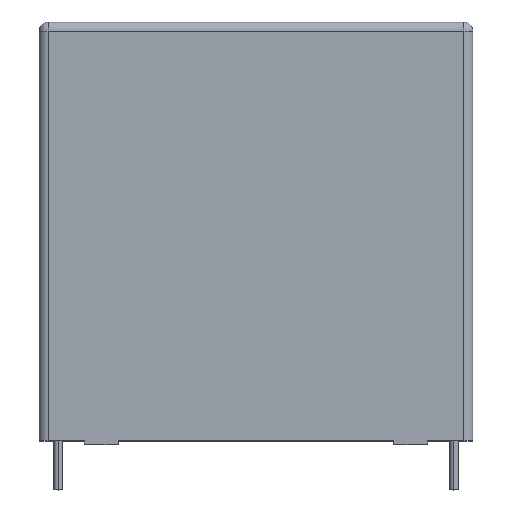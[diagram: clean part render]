
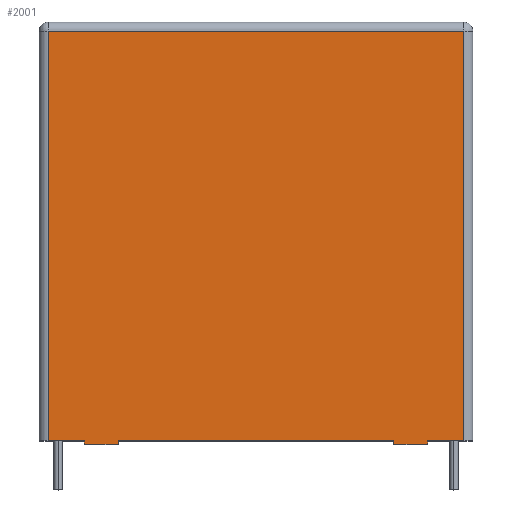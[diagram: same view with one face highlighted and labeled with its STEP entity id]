
A CAD part, top view. The second image highlights one B-rep face of the part: STEP entity #2001.
In plain terms, the highlighted planar face has unit normal (0, 0, 1).
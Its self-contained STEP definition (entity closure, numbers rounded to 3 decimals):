
#11 = VERTEX_POINT ( 'NONE', #1541 ) ;
#19 = VECTOR ( 'NONE', #1307, 1000. ) ;
#36 = CARTESIAN_POINT ( 'NONE',  ( 18.25, 56., 17.5 ) ) ;
#53 = VERTEX_POINT ( 'NONE', #160 ) ;
#59 = ORIENTED_EDGE ( 'NONE', *, *, #1373, .T. ) ;
#60 = LINE ( 'NONE', #94, #554 ) ;
#92 = LINE ( 'NONE', #202, #1277 ) ;
#94 = CARTESIAN_POINT ( 'NONE',  ( -27.55, 56., 17.5 ) ) ;
#110 = LINE ( 'NONE', #357, #19 ) ;
#116 = CARTESIAN_POINT ( 'NONE',  ( 18.25, 0., 17.5 ) ) ;
#160 = CARTESIAN_POINT ( 'NONE',  ( -22.75, 0., 17.5 ) ) ;
#173 = LINE ( 'NONE', #1677, #1799 ) ;
#202 = CARTESIAN_POINT ( 'NONE',  ( -18.25, 56., 17.5 ) ) ;
#253 = EDGE_CURVE ( 'NONE', #1593, #53, #1037, .T. ) ;
#275 = VERTEX_POINT ( 'NONE', #1053 ) ;
#277 = VERTEX_POINT ( 'NONE', #1067 ) ;
#354 = CARTESIAN_POINT ( 'NONE',  ( 27.55, 0.5, 17.5 ) ) ;
#357 = CARTESIAN_POINT ( 'NONE',  ( 27.55, 56., 17.5 ) ) ;
#385 = EDGE_CURVE ( 'NONE', #1132, #277, #1293, .T. ) ;
#398 = FACE_OUTER_BOUND ( 'NONE', #1019, .T. ) ;
#400 = LINE ( 'NONE', #36, #720 ) ;
#405 = ORIENTED_EDGE ( 'NONE', *, *, #841, .T. ) ;
#406 = DIRECTION ( 'NONE',  ( 0., -1., 0. ) ) ;
#419 = CARTESIAN_POINT ( 'NONE',  ( -22.75, 56., 17.5 ) ) ;
#444 = ORIENTED_EDGE ( 'NONE', *, *, #656, .F. ) ;
#458 = CARTESIAN_POINT ( 'NONE',  ( -27.55, 54.8, 17.5 ) ) ;
#479 = CARTESIAN_POINT ( 'NONE',  ( 22.75, 0., 17.5 ) ) ;
#530 = CARTESIAN_POINT ( 'NONE',  ( -27.55, 0.5, 17.5 ) ) ;
#554 = VECTOR ( 'NONE', #406, 1000. ) ;
#579 = ORIENTED_EDGE ( 'NONE', *, *, #729, .T. ) ;
#608 = DIRECTION ( 'NONE',  ( -1., 0., 0. ) ) ;
#611 = ORIENTED_EDGE ( 'NONE', *, *, #1007, .T. ) ;
#621 = LINE ( 'NONE', #1702, #1520 ) ;
#629 = VECTOR ( 'NONE', #608, 1000. ) ;
#656 = EDGE_CURVE ( 'NONE', #1132, #861, #110, .T. ) ;
#679 = LINE ( 'NONE', #704, #845 ) ;
#693 = ORIENTED_EDGE ( 'NONE', *, *, #1760, .T. ) ;
#701 = CARTESIAN_POINT ( 'NONE',  ( -27.55, 0.5, 17.5 ) ) ;
#704 = CARTESIAN_POINT ( 'NONE',  ( 22.75, 56., 17.5 ) ) ;
#712 = LINE ( 'NONE', #1475, #1471 ) ;
#720 = VECTOR ( 'NONE', #1589, 1000. ) ;
#729 = EDGE_CURVE ( 'NONE', #277, #862, #60, .T. ) ;
#755 = VERTEX_POINT ( 'NONE', #116 ) ;
#769 = ORIENTED_EDGE ( 'NONE', *, *, #385, .T. ) ;
#826 = CARTESIAN_POINT ( 'NONE',  ( -18.25, 0.5, 17.5 ) ) ;
#841 = EDGE_CURVE ( 'NONE', #275, #861, #712, .T. ) ;
#845 = VECTOR ( 'NONE', #1811, 1000. ) ;
#848 = LINE ( 'NONE', #1354, #1444 ) ;
#850 = DIRECTION ( 'NONE',  ( -1., 0., 0. ) ) ;
#861 = VERTEX_POINT ( 'NONE', #354 ) ;
#862 = VERTEX_POINT ( 'NONE', #701 ) ;
#867 = CARTESIAN_POINT ( 'NONE',  ( -27.55, 56., 17.5 ) ) ;
#888 = DIRECTION ( 'NONE',  ( 0., -1., 0. ) ) ;
#890 = DIRECTION ( 'NONE',  ( 1., 0., 0. ) ) ;
#913 = ORIENTED_EDGE ( 'NONE', *, *, #1194, .T. ) ;
#919 = VERTEX_POINT ( 'NONE', #1622 ) ;
#1007 = EDGE_CURVE ( 'NONE', #53, #919, #173, .T. ) ;
#1019 = EDGE_LOOP ( 'NONE', ( #579, #1970, #1330, #611, #1489, #1113, #693, #59, #913, #405, #444, #769 ) ) ;
#1037 = LINE ( 'NONE', #419, #1146 ) ;
#1040 = EDGE_CURVE ( 'NONE', #862, #1593, #848, .T. ) ;
#1053 = CARTESIAN_POINT ( 'NONE',  ( 22.75, 0.5, 17.5 ) ) ;
#1067 = CARTESIAN_POINT ( 'NONE',  ( -27.55, 54.8, 17.5 ) ) ;
#1113 = ORIENTED_EDGE ( 'NONE', *, *, #1187, .T. ) ;
#1132 = VERTEX_POINT ( 'NONE', #1786 ) ;
#1146 = VECTOR ( 'NONE', #888, 1000. ) ;
#1187 = EDGE_CURVE ( 'NONE', #1963, #11, #1798, .T. ) ;
#1194 = EDGE_CURVE ( 'NONE', #1728, #275, #679, .T. ) ;
#1206 = DIRECTION ( 'NONE',  ( 1., 0., 0. ) ) ;
#1277 = VECTOR ( 'NONE', #1790, 1000. ) ;
#1293 = LINE ( 'NONE', #458, #629 ) ;
#1307 = DIRECTION ( 'NONE',  ( 0., -1., 0. ) ) ;
#1308 = DIRECTION ( 'NONE',  ( 1., 0., 0. ) ) ;
#1330 = ORIENTED_EDGE ( 'NONE', *, *, #253, .T. ) ;
#1354 = CARTESIAN_POINT ( 'NONE',  ( -27.55, 0.5, 17.5 ) ) ;
#1361 = AXIS2_PLACEMENT_3D ( 'NONE', #867, #1634, #850 ) ;
#1366 = VECTOR ( 'NONE', #1794, 1000. ) ;
#1370 = DIRECTION ( 'NONE',  ( 1., 0., 0. ) ) ;
#1373 = EDGE_CURVE ( 'NONE', #755, #1728, #621, .T. ) ;
#1444 = VECTOR ( 'NONE', #890, 1000. ) ;
#1471 = VECTOR ( 'NONE', #1308, 1000. ) ;
#1475 = CARTESIAN_POINT ( 'NONE',  ( -27.55, 0.5, 17.5 ) ) ;
#1479 = CARTESIAN_POINT ( 'NONE',  ( -22.75, 0.5, 17.5 ) ) ;
#1489 = ORIENTED_EDGE ( 'NONE', *, *, #1806, .T. ) ;
#1499 = PLANE ( 'NONE',  #1361 ) ;
#1520 = VECTOR ( 'NONE', #1370, 1000. ) ;
#1541 = CARTESIAN_POINT ( 'NONE',  ( 18.25, 0.5, 17.5 ) ) ;
#1589 = DIRECTION ( 'NONE',  ( 0., -1., 0. ) ) ;
#1593 = VERTEX_POINT ( 'NONE', #1479 ) ;
#1622 = CARTESIAN_POINT ( 'NONE',  ( -18.25, 0., 17.5 ) ) ;
#1634 = DIRECTION ( 'NONE',  ( 0., 0., -1. ) ) ;
#1677 = CARTESIAN_POINT ( 'NONE',  ( -27.55, 0., 17.5 ) ) ;
#1702 = CARTESIAN_POINT ( 'NONE',  ( -27.55, 0., 17.5 ) ) ;
#1728 = VERTEX_POINT ( 'NONE', #479 ) ;
#1760 = EDGE_CURVE ( 'NONE', #11, #755, #400, .T. ) ;
#1786 = CARTESIAN_POINT ( 'NONE',  ( 27.55, 54.8, 17.5 ) ) ;
#1790 = DIRECTION ( 'NONE',  ( 0., 1., 0. ) ) ;
#1794 = DIRECTION ( 'NONE',  ( 1., 0., 0. ) ) ;
#1798 = LINE ( 'NONE', #530, #1366 ) ;
#1799 = VECTOR ( 'NONE', #1206, 1000. ) ;
#1806 = EDGE_CURVE ( 'NONE', #919, #1963, #92, .T. ) ;
#1811 = DIRECTION ( 'NONE',  ( 0., 1., 0. ) ) ;
#1963 = VERTEX_POINT ( 'NONE', #826 ) ;
#1970 = ORIENTED_EDGE ( 'NONE', *, *, #1040, .T. ) ;
#2001 = ADVANCED_FACE ( 'NONE', ( #398 ), #1499, .F. ) ;
